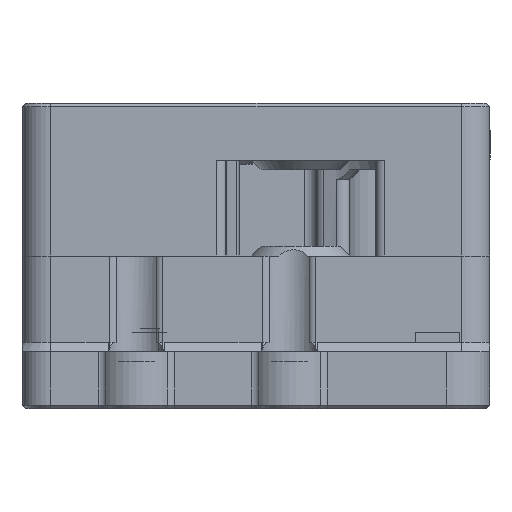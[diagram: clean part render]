
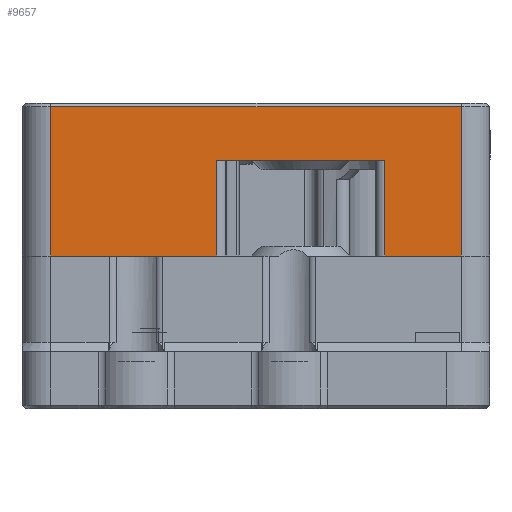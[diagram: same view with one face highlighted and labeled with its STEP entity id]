
A CAD part, left-side view. The second image highlights one B-rep face of the part: STEP entity #9657.
In plain terms, the highlighted planar face has unit normal (-1, 0, 0).
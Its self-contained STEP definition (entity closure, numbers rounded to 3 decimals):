
#564=PLANE('',#10585);
#1065=FACE_OUTER_BOUND('',#1664,.T.);
#1664=EDGE_LOOP('',(#8563,#8564,#8565,#8566,#8567,#8568,#8569,#8570));
#2477=LINE('',#16161,#3368);
#2514=LINE('',#16342,#3405);
#2546=LINE('',#16420,#3437);
#2547=LINE('',#16424,#3438);
#2548=LINE('',#16426,#3439);
#2549=LINE('',#16427,#3440);
#2550=LINE('',#16429,#3441);
#2551=LINE('',#16430,#3442);
#3368=VECTOR('',#12895,10.);
#3405=VECTOR('',#13048,10.);
#3437=VECTOR('',#13138,10.);
#3438=VECTOR('',#13143,10.);
#3439=VECTOR('',#13144,10.);
#3440=VECTOR('',#13145,10.);
#3441=VECTOR('',#13146,10.);
#3442=VECTOR('',#13147,10.);
#4636=VERTEX_POINT('',#16158);
#4637=VERTEX_POINT('',#16160);
#4702=VERTEX_POINT('',#16338);
#4703=VERTEX_POINT('',#16340);
#4720=VERTEX_POINT('',#16419);
#4721=VERTEX_POINT('',#16423);
#4722=VERTEX_POINT('',#16425);
#4723=VERTEX_POINT('',#16428);
#5909=EDGE_CURVE('',#4637,#4636,#2477,.T.);
#5991=EDGE_CURVE('',#4703,#4702,#2514,.T.);
#6031=EDGE_CURVE('',#4702,#4720,#2546,.T.);
#6033=EDGE_CURVE('',#4721,#4703,#2547,.T.);
#6034=EDGE_CURVE('',#4722,#4721,#2548,.T.);
#6035=EDGE_CURVE('',#4637,#4722,#2549,.T.);
#6036=EDGE_CURVE('',#4723,#4636,#2550,.T.);
#6037=EDGE_CURVE('',#4720,#4723,#2551,.T.);
#8563=ORIENTED_EDGE('',*,*,#5991,.F.);
#8564=ORIENTED_EDGE('',*,*,#6033,.F.);
#8565=ORIENTED_EDGE('',*,*,#6034,.F.);
#8566=ORIENTED_EDGE('',*,*,#6035,.F.);
#8567=ORIENTED_EDGE('',*,*,#5909,.T.);
#8568=ORIENTED_EDGE('',*,*,#6036,.F.);
#8569=ORIENTED_EDGE('',*,*,#6037,.F.);
#8570=ORIENTED_EDGE('',*,*,#6031,.F.);
#9657=ADVANCED_FACE('',(#1065),#564,.T.);
#10585=AXIS2_PLACEMENT_3D('',#16422,#13141,#13142);
#12895=DIRECTION('',(0.,-1.,0.));
#13048=DIRECTION('',(0.,-1.,0.));
#13138=DIRECTION('',(0.,0.,-1.));
#13141=DIRECTION('center_axis',(-1.,0.,0.));
#13142=DIRECTION('ref_axis',(0.,-1.,0.));
#13143=DIRECTION('',(0.,0.,1.));
#13144=DIRECTION('',(0.,1.,0.));
#13145=DIRECTION('',(0.,0.,-1.));
#13146=DIRECTION('',(0.,0.,1.));
#13147=DIRECTION('',(0.,1.,0.));
#16158=CARTESIAN_POINT('',(-5.5,-17.996,26.));
#16160=CARTESIAN_POINT('',(-5.5,-0.404,26.));
#16161=CARTESIAN_POINT('',(-5.5,19.95,26.));
#16338=CARTESIAN_POINT('',(-5.5,-25.992,31.6));
#16340=CARTESIAN_POINT('',(-5.5,16.95,31.6));
#16342=CARTESIAN_POINT('',(-5.5,7.714,31.6));
#16419=CARTESIAN_POINT('',(-5.5,-25.992,16.));
#16420=CARTESIAN_POINT('',(-5.5,-25.992,26.));
#16422=CARTESIAN_POINT('Origin',(-5.5,19.95,26.));
#16423=CARTESIAN_POINT('',(-5.5,16.95,16.));
#16424=CARTESIAN_POINT('',(-5.5,16.95,26.));
#16425=CARTESIAN_POINT('',(-5.5,-0.404,16.));
#16426=CARTESIAN_POINT('',(-5.5,-3.375,16.));
#16427=CARTESIAN_POINT('',(-5.5,-0.404,26.));
#16428=CARTESIAN_POINT('',(-5.5,-17.996,16.));
#16429=CARTESIAN_POINT('',(-5.5,-17.996,26.));
#16430=CARTESIAN_POINT('',(-5.5,-16.757,16.));
